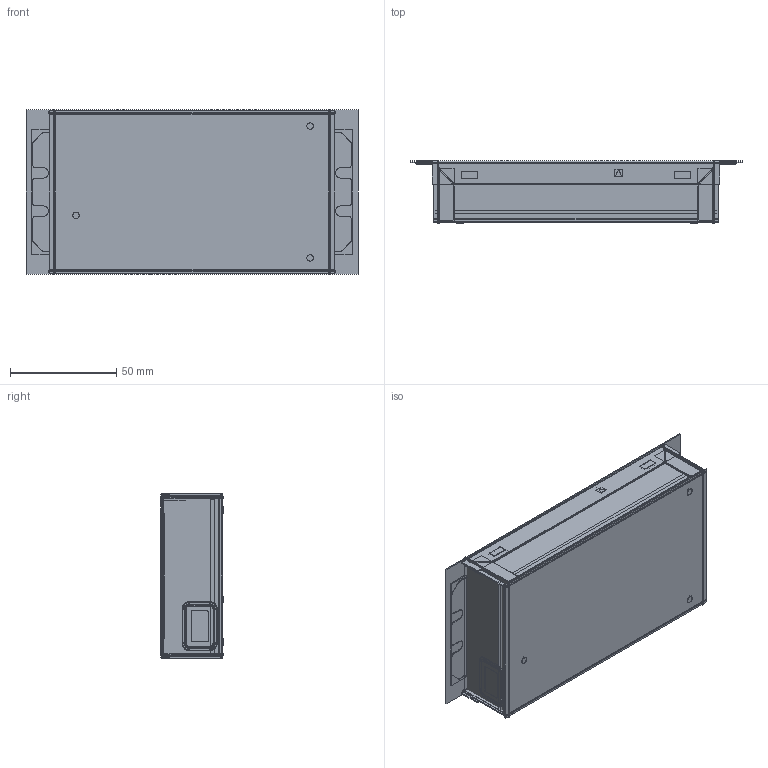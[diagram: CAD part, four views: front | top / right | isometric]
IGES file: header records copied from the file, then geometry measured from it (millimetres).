
Start section:  PTC IGES file: a7677_asm_asm.igs
Global section: file name: a7677_asm_asm.igs; native system: Pro/ENGINEER by Parametric Technology Corporation; preprocessor: 2007450; author: Administrator; organization: Unknown; date: 20190227.090521; units: millimetre
Bounding box: 156 x 29.41 x 77.79 mm (x, y, z)
Volume: 176595 mm3; surface area: 2068062.4 mm2
Topology: 14 solids, 14 shells, 2716 faces, 16751 edges, 23488 vertices
Faces by surface type: bspline 1896, revolution 820
